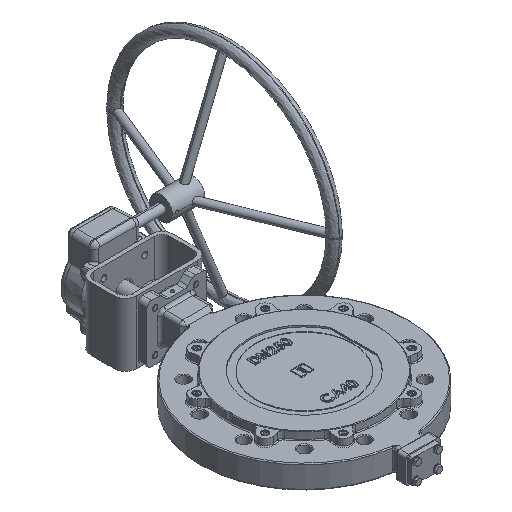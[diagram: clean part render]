
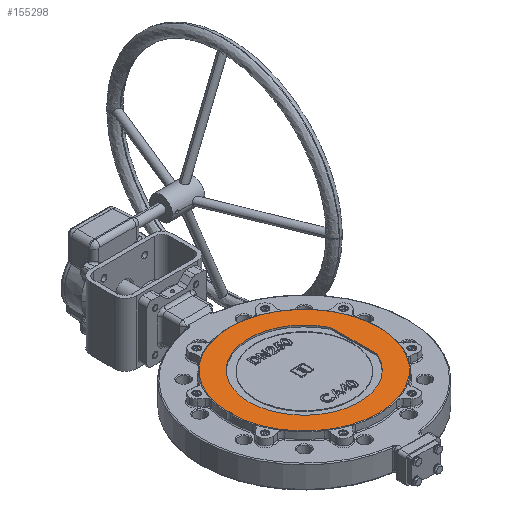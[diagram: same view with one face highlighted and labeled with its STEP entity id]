
A CAD part, isometric view. The second image highlights one B-rep face of the part: STEP entity #155298.
In plain terms, the highlighted planar face has unit normal (0, 0, 1).
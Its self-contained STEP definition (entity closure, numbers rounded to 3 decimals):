
#262 = AXIS2_PLACEMENT_3D ( 'NONE', #22950, #70671, #88389 ) ;
#6347 = CIRCLE ( 'NONE', #87720, 20. ) ;
#8774 = CARTESIAN_POINT ( 'NONE',  ( 0., 0., 41.97 ) ) ;
#16195 = DIRECTION ( 'NONE',  ( -1., 0., 0. ) ) ;
#18812 = DIRECTION ( 'NONE',  ( 0., 0., -1. ) ) ;
#20015 = VERTEX_POINT ( 'NONE', #71286 ) ;
#22950 = CARTESIAN_POINT ( 'NONE',  ( 89., -45.045, 41.97 ) ) ;
#24524 = CARTESIAN_POINT ( 'NONE',  ( 0., 0., 41.97 ) ) ;
#29893 = DIRECTION ( 'NONE',  ( 0., 0., 1. ) ) ;
#35376 = AXIS2_PLACEMENT_3D ( 'NONE', #122513, #38316, #105860 ) ;
#37284 = ORIENTED_EDGE ( 'NONE', *, *, #137948, .F. ) ;
#38316 = DIRECTION ( 'NONE',  ( 0., 0., -1. ) ) ;
#40456 = AXIS2_PLACEMENT_3D ( 'NONE', #8774, #145069, #16195 ) ;
#49177 = EDGE_CURVE ( 'NONE', #132610, #93039, #119523, .T. ) ;
#50301 = CIRCLE ( 'NONE', #177609, 119.75 ) ;
#53280 = CIRCLE ( 'NONE', #262, 20. ) ;
#56537 = CIRCLE ( 'NONE', #35376, 119.75 ) ;
#63278 = DIRECTION ( 'NONE',  ( 0., 0., -1. ) ) ;
#64118 = CARTESIAN_POINT ( 'NONE',  ( 109., -45.045, 41.97 ) ) ;
#64491 = CIRCLE ( 'NONE', #89329, 7. ) ;
#67557 = VERTEX_POINT ( 'NONE', #129054 ) ;
#70671 = DIRECTION ( 'NONE',  ( 0., 0., 1. ) ) ;
#71286 = CARTESIAN_POINT ( 'NONE',  ( -161.413, -5.288, 41.97 ) ) ;
#74107 = EDGE_CURVE ( 'NONE', #195421, #99819, #56537, .T. ) ;
#76932 = CIRCLE ( 'NONE', #112394, 161.5 ) ;
#77390 = VERTEX_POINT ( 'NONE', #64118 ) ;
#78978 = ORIENTED_EDGE ( 'NONE', *, *, #49177, .F. ) ;
#80089 = VECTOR ( 'NONE', #82234, 1000. ) ;
#82234 = DIRECTION ( 'NONE',  ( 0., -1., 0. ) ) ;
#83603 = EDGE_CURVE ( 'NONE', #195421, #77390, #53280, .T. ) ;
#86517 = ORIENTED_EDGE ( 'NONE', *, *, #202509, .F. ) ;
#87720 = AXIS2_PLACEMENT_3D ( 'NONE', #158522, #139732, #207324 ) ;
#88389 = DIRECTION ( 'NONE',  ( 0., 1., 0. ) ) ;
#89329 = AXIS2_PLACEMENT_3D ( 'NONE', #116306, #29893, #99688 ) ;
#93039 = VERTEX_POINT ( 'NONE', #135736 ) ;
#94993 = VERTEX_POINT ( 'NONE', #173913 ) ;
#95441 = EDGE_CURVE ( 'NONE', #93039, #20015, #139897, .T. ) ;
#99688 = DIRECTION ( 'NONE',  ( 0., 1., 0. ) ) ;
#99819 = VERTEX_POINT ( 'NONE', #121286 ) ;
#103895 = DIRECTION ( 'NONE',  ( 0., 1., 0. ) ) ;
#105860 = DIRECTION ( 'NONE',  ( 0., 1., 0. ) ) ;
#107652 = DIRECTION ( 'NONE',  ( 0., 0., -1. ) ) ;
#109840 = DIRECTION ( 'NONE',  ( 0., 1., 0. ) ) ;
#112394 = AXIS2_PLACEMENT_3D ( 'NONE', #124002, #18812, #191573 ) ;
#114825 = FACE_OUTER_BOUND ( 'NONE', #167946, .T. ) ;
#116306 = CARTESIAN_POINT ( 'NONE',  ( -166., 0., 41.97 ) ) ;
#117507 = DIRECTION ( 'NONE',  ( 0., 1., 0. ) ) ;
#118031 = CARTESIAN_POINT ( 'NONE',  ( 109., 45.045, 41.97 ) ) ;
#119523 = CIRCLE ( 'NONE', #200935, 161.5 ) ;
#121286 = CARTESIAN_POINT ( 'NONE',  ( -119.75, 0., 41.97 ) ) ;
#122513 = CARTESIAN_POINT ( 'NONE',  ( 0., 0., 41.97 ) ) ;
#124002 = CARTESIAN_POINT ( 'NONE',  ( 0., 0., 41.97 ) ) ;
#127355 = CARTESIAN_POINT ( 'NONE',  ( 106.845, -54.077, 41.97 ) ) ;
#129054 = CARTESIAN_POINT ( 'NONE',  ( -161.413, 5.288, 41.97 ) ) ;
#132610 = VERTEX_POINT ( 'NONE', #176573 ) ;
#133671 = PLANE ( 'NONE',  #40456 ) ;
#133971 = ORIENTED_EDGE ( 'NONE', *, *, #210999, .T. ) ;
#135736 = CARTESIAN_POINT ( 'NONE',  ( 0., -161.5, 41.97 ) ) ;
#137948 = EDGE_CURVE ( 'NONE', #20015, #67557, #64491, .T. ) ;
#139732 = DIRECTION ( 'NONE',  ( 0., 0., 1. ) ) ;
#139897 = CIRCLE ( 'NONE', #196478, 161.5 ) ;
#145069 = DIRECTION ( 'NONE',  ( 0., 0., -1. ) ) ;
#150734 = DIRECTION ( 'NONE',  ( 0., 0., -1. ) ) ;
#150916 = VERTEX_POINT ( 'NONE', #118031 ) ;
#155298 = ADVANCED_FACE ( 'NONE', ( #114825, #182434 ), #133671, .F. ) ;
#158522 = CARTESIAN_POINT ( 'NONE',  ( 89., 45.045, 41.97 ) ) ;
#161342 = ORIENTED_EDGE ( 'NONE', *, *, #161717, .F. ) ;
#161717 = EDGE_CURVE ( 'NONE', #67557, #132610, #76932, .T. ) ;
#165160 = ORIENTED_EDGE ( 'NONE', *, *, #83603, .F. ) ;
#167946 = EDGE_LOOP ( 'NONE', ( #161342, #37284, #189863, #78978 ) ) ;
#168252 = CARTESIAN_POINT ( 'NONE',  ( 0., 0., 41.97 ) ) ;
#169777 = ORIENTED_EDGE ( 'NONE', *, *, #74107, .T. ) ;
#173913 = CARTESIAN_POINT ( 'NONE',  ( 106.845, 54.077, 41.97 ) ) ;
#176573 = CARTESIAN_POINT ( 'NONE',  ( 0., 161.5, 41.97 ) ) ;
#177609 = AXIS2_PLACEMENT_3D ( 'NONE', #184009, #150734, #117507 ) ;
#182434 = FACE_BOUND ( 'NONE', #198587, .T. ) ;
#184009 = CARTESIAN_POINT ( 'NONE',  ( 0., 0., 41.97 ) ) ;
#185282 = CARTESIAN_POINT ( 'NONE',  ( 109., 49.589, 41.97 ) ) ;
#189863 = ORIENTED_EDGE ( 'NONE', *, *, #95441, .F. ) ;
#191573 = DIRECTION ( 'NONE',  ( 0., 1., 0. ) ) ;
#195421 = VERTEX_POINT ( 'NONE', #127355 ) ;
#196478 = AXIS2_PLACEMENT_3D ( 'NONE', #24524, #107652, #109840 ) ;
#198587 = EDGE_LOOP ( 'NONE', ( #169777, #133971, #86517, #214631, #165160 ) ) ;
#199178 = EDGE_CURVE ( 'NONE', #150916, #77390, #217418, .T. ) ;
#200935 = AXIS2_PLACEMENT_3D ( 'NONE', #168252, #63278, #103895 ) ;
#202509 = EDGE_CURVE ( 'NONE', #150916, #94993, #6347, .T. ) ;
#207324 = DIRECTION ( 'NONE',  ( 0., 1., 0. ) ) ;
#210999 = EDGE_CURVE ( 'NONE', #99819, #94993, #50301, .T. ) ;
#214631 = ORIENTED_EDGE ( 'NONE', *, *, #199178, .T. ) ;
#217418 = LINE ( 'NONE', #185282, #80089 ) ;
